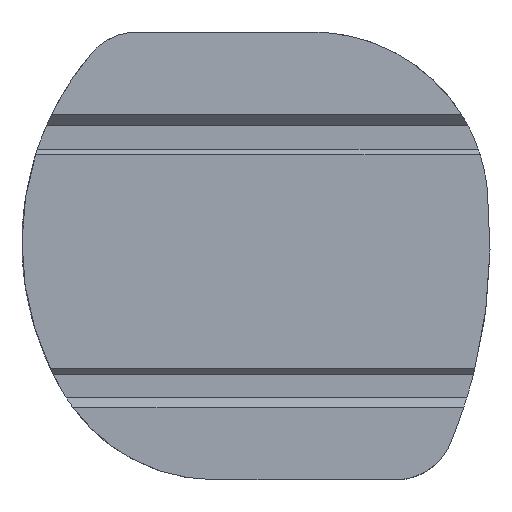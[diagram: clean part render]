
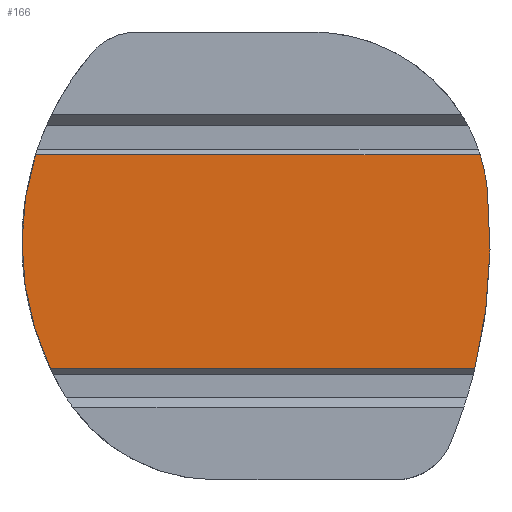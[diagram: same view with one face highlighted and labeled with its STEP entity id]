
A CAD part, top view. The second image highlights one B-rep face of the part: STEP entity #166.
In plain terms, the highlighted planar face has unit normal (0, 0, 1).
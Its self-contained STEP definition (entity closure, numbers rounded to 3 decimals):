
#73=LINE('',#1039,#109);
#78=LINE('',#1056,#114);
#109=VECTOR('',#826,1.);
#114=VECTOR('',#847,1.);
#166=ADVANCED_FACE('',(#214),#184,.F.);
#184=PLANE('',#690);
#214=FACE_OUTER_BOUND('',#248,.T.);
#248=EDGE_LOOP('',(#412,#413,#414,#415,#416));
#412=ORIENTED_EDGE('',*,*,#493,.T.);
#413=ORIENTED_EDGE('',*,*,#544,.T.);
#414=ORIENTED_EDGE('',*,*,#520,.T.);
#415=ORIENTED_EDGE('',*,*,#556,.T.);
#416=ORIENTED_EDGE('',*,*,#535,.F.);
#431=VERTEX_POINT('',#939);
#432=VERTEX_POINT('',#940);
#455=VERTEX_POINT('',#1010);
#456=VERTEX_POINT('',#1011);
#467=VERTEX_POINT('',#1040);
#493=EDGE_CURVE('',#431,#432,#571,.T.);
#520=EDGE_CURVE('',#455,#456,#583,.T.);
#535=EDGE_CURVE('',#431,#467,#73,.T.);
#544=EDGE_CURVE('',#432,#455,#78,.T.);
#556=EDGE_CURVE('',#456,#467,#591,.T.);
#571=CIRCLE('',#636,50.);
#583=CIRCLE('',#654,90.);
#591=CIRCLE('',#685,30.);
#636=AXIS2_PLACEMENT_3D('',#938,#751,#752);
#654=AXIS2_PLACEMENT_3D('',#1009,#796,#797);
#685=AXIS2_PLACEMENT_3D('',#1079,#879,#880);
#690=AXIS2_PLACEMENT_3D('',#1084,#889,#890);
#751=DIRECTION('',(0.,0.,1.));
#752=DIRECTION('',(-1.,0.,0.));
#796=DIRECTION('',(0.,0.,1.));
#797=DIRECTION('',(-1.,0.,0.));
#826=DIRECTION('',(1.,0.,0.));
#847=DIRECTION('',(1.,0.,0.));
#879=DIRECTION('',(0.,0.,1.));
#880=DIRECTION('',(-1.,0.,0.));
#889=DIRECTION('',(0.,0.,-1.));
#890=DIRECTION('',(-1.,0.,0.));
#938=CARTESIAN_POINT('',(0.,0.,0.));
#939=CARTESIAN_POINT('',(-47.692,15.017,0.));
#940=CARTESIAN_POINT('',(-45.141,-21.5,0.));
#1009=CARTESIAN_POINT('',(-60.,0.,0.));
#1010=CARTESIAN_POINT('',(27.394,-21.5,0.));
#1011=CARTESIAN_POINT('',(29.549,9.,0.));
#1039=CARTESIAN_POINT('',(0.,15.017,0.));
#1040=CARTESIAN_POINT('',(28.312,15.017,0.));
#1056=CARTESIAN_POINT('',(0.,-21.5,0.));
#1079=CARTESIAN_POINT('',(-0.301,6.,0.));
#1084=CARTESIAN_POINT('',(-12.5,-3.5,0.));
